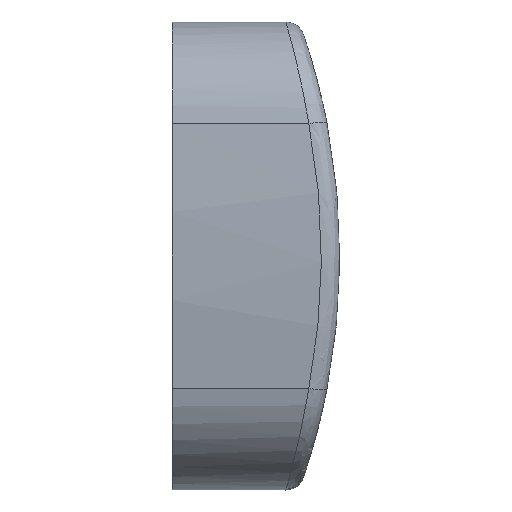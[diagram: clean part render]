
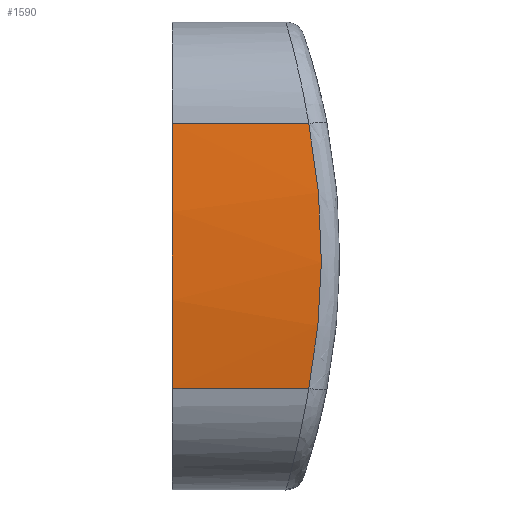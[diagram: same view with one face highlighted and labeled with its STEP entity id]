
A CAD part, front view. The second image highlights one B-rep face of the part: STEP entity #1590.
In plain terms, the highlighted cylindrical face has radius 401.5 mm (diameter 803 mm), a partial arc.
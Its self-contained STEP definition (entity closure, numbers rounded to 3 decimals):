
#1289=CARTESIAN_POINT('POINT60',(358.23,
   -87.924,-37.357));
#1290=VERTEX_POINT('VERTEX60',#1289);
#1308=CARTESIAN_POINT('POINT62',(299.,
   -87.924,-37.357));
#1309=VERTEX_POINT('VERTEX62',#1308);
#1310=CARTESIAN_POINT('POS63',(311.938,
   -87.924,-37.357));
#1311=DIRECTION('DIR98',(-1.,0.,
   0.));
#1312=VECTOR('VEC28',#1311,1.);
#1313=LINE('STRAIGHT28',#1310,#1312);
#1314=EDGE_CURVE('EDGE82',#1290,#1309,#1313,.T.);
#1521=CARTESIAN_POINT('POINT74',(358.23,
   -87.924,77.357));
#1522=VERTEX_POINT('VERTEX74',#1521);
#1539=CARTESIAN_POINT('POINT75',(299.,
   -87.924,77.357));
#1540=VERTEX_POINT('VERTEX75',#1539);
#1548=CARTESIAN_POINT('POS85',(346.384,
   -87.924,77.357));
#1549=DIRECTION('DIR131',(1.,0.,
   0.));
#1550=VECTOR('VEC39',#1549,1.);
#1551=LINE('STRAIGHT39',#1548,#1550);
#1552=EDGE_CURVE('EDGE102',#1540,#1522,#1551,.T.);
#1562=B_SPLINE_CURVE_WITH_KNOTS('SPLINE_CRV23',3,(#1563,#1564,#1565,
   #1566,#1567,#1568,#1569,#1570,#1571),.UNSPECIFIED.,.F.,.F.,(4,1,1,1,1
   ,1,4),(0.,0.167,0.333,0.5,
   0.667,0.833,1.),.UNSPECIFIED.);
#1563=CARTESIAN_POINT('',(358.23,-87.924,
   77.357));
#1564=CARTESIAN_POINT('',(359.432,-88.826,
   71.105));
#1565=CARTESIAN_POINT('',(361.451,-90.347,
   58.479));
#1566=CARTESIAN_POINT('',(363.283,-91.732,
   39.303));
#1567=CARTESIAN_POINT('',(363.897,-92.196,
   20.));
#1568=CARTESIAN_POINT('',(363.283,-91.732,
   0.697));
#1569=CARTESIAN_POINT('',(361.451,-90.347,
   -18.479));
#1570=CARTESIAN_POINT('',(359.432,-88.826,
   -31.106));
#1571=CARTESIAN_POINT('',(358.23,-87.924,
   -37.357));
#1572=EDGE_CURVE('EDGE103',#1522,#1290,#1562,.T.);
#1573=ORIENTED_EDGE('COEDGE152',*,*,#1572,.F.);
#1574=ORIENTED_EDGE('COEDGE153',*,*,#1552,.F.);
#1575=CARTESIAN_POINT('POS87',(299.,
   309.458,20.));
#1576=DIRECTION('DIR134',(1.,0.,
   0.));
#1577=DIRECTION('DIR135',(0.,0.,
   -1.));
#1578=AXIS2_PLACEMENT_3D('AXIS48',#1575,#1576,#1577);
#1579=CIRCLE('ELLIPSE24',#1578,401.5);
#1580=EDGE_CURVE('EDGE104',#1309,#1540,#1579,.F.);
#1581=ORIENTED_EDGE('COEDGE154',*,*,#1580,.F.);
#1582=ORIENTED_EDGE('COEDGE155',*,*,#1314,.F.);
#1583=EDGE_LOOP('NONE',(#1573,#1574,#1581,#1582));
#1584=FACE_BOUND('LOOP1',#1583,.T.);
#1585=CARTESIAN_POINT('POS88',(311.938,
   309.458,20.));
#1586=DIRECTION('DIR136',(-1.,0.,
   0.));
#1587=DIRECTION('DIR137',(0.,0.,
   -1.));
#1588=AXIS2_PLACEMENT_3D('AXIS49',#1585,#1586,#1587);
#1589=CYLINDRICAL_SURFACE('CONE_SURF14',#1588,401.5);
#1590=ADVANCED_FACE('FACE33',(#1584),#1589,.T.);
